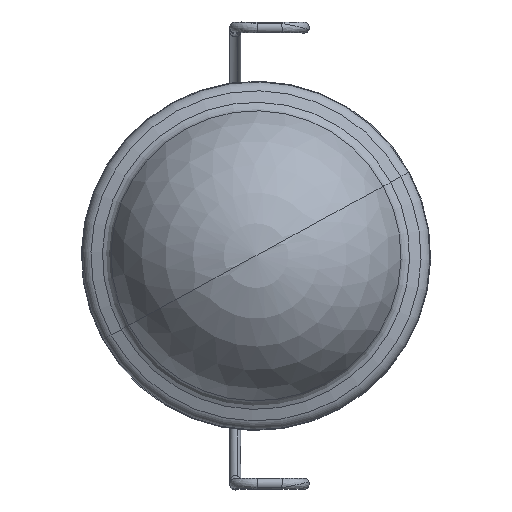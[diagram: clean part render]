
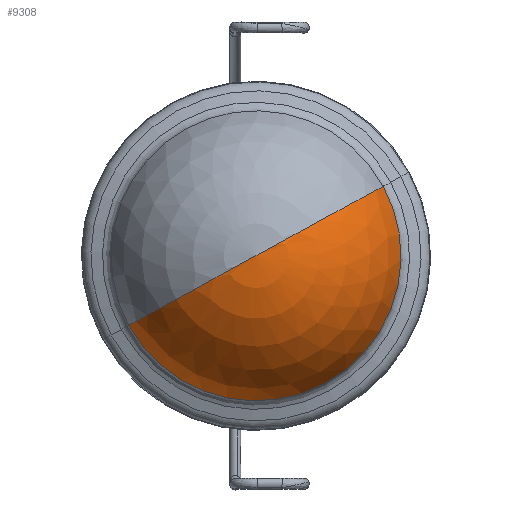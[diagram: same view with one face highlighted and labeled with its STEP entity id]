
A CAD part, top view. The second image highlights one B-rep face of the part: STEP entity #9308.
In plain terms, the highlighted spherical face has radius 11 mm.
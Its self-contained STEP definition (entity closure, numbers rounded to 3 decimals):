
#8677=AXIS2_PLACEMENT_3D('Circle Axis2P3D',#8675,#8676,$) ;
#9283=AXIS2_PLACEMENT_3D('Sphere Axis2P3D',#9280,#9281,#9282) ;
#9287=AXIS2_PLACEMENT_3D('Circle Axis2P3D',#9285,#9286,$) ;
#9294=AXIS2_PLACEMENT_3D('Circle Axis2P3D',#9292,#9293,$) ;
#8672=CARTESIAN_POINT('Vertex',(9.291,5.076,3.387)) ;
#8675=CARTESIAN_POINT('Axis2P3D Location',(0.,0.,3.387)) ;
#8679=CARTESIAN_POINT('Vertex',(-9.291,-5.076,3.387)) ;
#9280=CARTESIAN_POINT('Axis2P3D Location',(0.,0.,0.4)) ;
#9285=CARTESIAN_POINT('Axis2P3D Location',(0.,0.,0.4)) ;
#9289=CARTESIAN_POINT('Vertex',(0.,0.,11.4)) ;
#9292=CARTESIAN_POINT('Axis2P3D Location',(0.,0.,0.4)) ;
#8676=DIRECTION('Axis2P3D Direction',(0.,0.,1.)) ;
#9281=DIRECTION('Axis2P3D Direction',(0.,0.,1.)) ;
#9282=DIRECTION('Axis2P3D XDirection',(-0.878,-0.479,0.)) ;
#9286=DIRECTION('Axis2P3D Direction',(0.479,-0.878,0.)) ;
#9293=DIRECTION('Axis2P3D Direction',(-0.479,0.878,0.)) ;
#9304=ORIENTED_EDGE('',*,*,#9296,.F.) ;
#9305=ORIENTED_EDGE('',*,*,#8681,.T.) ;
#9306=ORIENTED_EDGE('',*,*,#9291,.T.) ;
#9308=ADVANCED_FACE('OP00386100E11_TUBUS_6M_UNI.1\\Body.2',(#9307),#9284,.T.) ;
#8678=CIRCLE('generated circle',#8677,10.587) ;
#9288=CIRCLE('generated circle',#9287,11.) ;
#9295=CIRCLE('generated circle',#9294,11.) ;
#8681=EDGE_CURVE('',#8680,#8673,#8678,.T.) ;
#9291=EDGE_CURVE('',#8673,#9290,#9288,.T.) ;
#9296=EDGE_CURVE('',#8680,#9290,#9295,.T.) ;
#9303=EDGE_LOOP('',(#9304,#9305,#9306)) ;
#9307=FACE_OUTER_BOUND('',#9303,.T.) ;
#9284=SPHERICAL_SURFACE('',#9283,11.) ;
#8673=VERTEX_POINT('',#8672) ;
#8680=VERTEX_POINT('',#8679) ;
#9290=VERTEX_POINT('',#9289) ;
